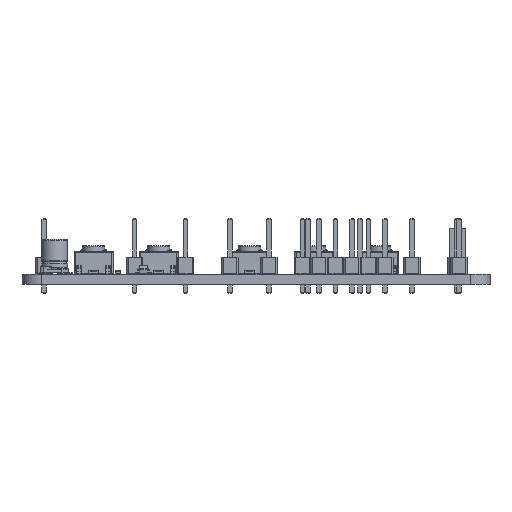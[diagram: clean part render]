
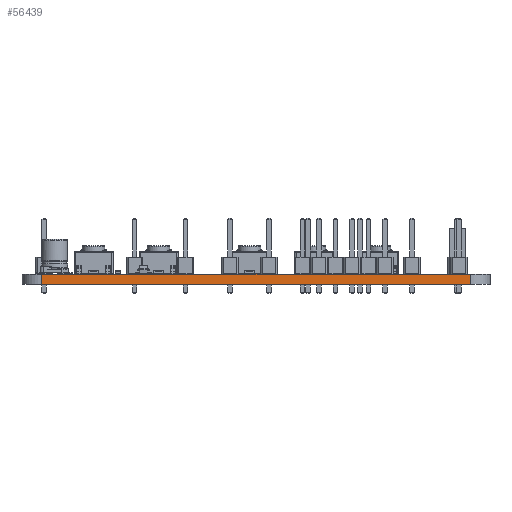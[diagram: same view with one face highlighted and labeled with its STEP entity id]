
A CAD part, left-side view. The second image highlights one B-rep face of the part: STEP entity #56439.
In plain terms, the highlighted planar face has unit normal (-1, 0, 0).
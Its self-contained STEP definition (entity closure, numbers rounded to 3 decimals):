
#56439 = ADVANCED_FACE('',(#56440),#56454,.F.);
#56440 = FACE_BOUND('',#56441,.F.);
#56441 = EDGE_LOOP('',(#56442,#56477,#56505,#56533));
#56442 = ORIENTED_EDGE('',*,*,#56443,.T.);
#56443 = EDGE_CURVE('',#56444,#56446,#56448,.T.);
#56444 = VERTEX_POINT('',#56445);
#56445 = CARTESIAN_POINT('',(0.,-3.,0.));
#56446 = VERTEX_POINT('',#56447);
#56447 = CARTESIAN_POINT('',(0.,-3.,1.6));
#56448 = SURFACE_CURVE('',#56449,(#56453,#56465),.PCURVE_S1.);
#56449 = LINE('',#56450,#56451);
#56450 = CARTESIAN_POINT('',(0.,-3.,0.));
#56451 = VECTOR('',#56452,1.);
#56452 = DIRECTION('',(0.,0.,1.));
#56453 = PCURVE('',#56454,#56459);
#56454 = PLANE('',#56455);
#56455 = AXIS2_PLACEMENT_3D('',#56456,#56457,#56458);
#56456 = CARTESIAN_POINT('',(0.,-3.,0.));
#56457 = DIRECTION('',(1.,0.,-0.));
#56458 = DIRECTION('',(0.,-1.,0.));
#56459 = DEFINITIONAL_REPRESENTATION('',(#56460),#56464);
#56460 = LINE('',#56461,#56462);
#56461 = CARTESIAN_POINT('',(0.,0.));
#56462 = VECTOR('',#56463,1.);
#56463 = DIRECTION('',(0.,-1.));
#56464 = ( GEOMETRIC_REPRESENTATION_CONTEXT(2) 
PARAMETRIC_REPRESENTATION_CONTEXT() REPRESENTATION_CONTEXT('2D SPACE',''
  ) );
#56465 = PCURVE('',#56466,#56471);
#56466 = CYLINDRICAL_SURFACE('',#56467,3.);
#56467 = AXIS2_PLACEMENT_3D('',#56468,#56469,#56470);
#56468 = CARTESIAN_POINT('',(3.,-3.,0.));
#56469 = DIRECTION('',(-0.,-0.,-1.));
#56470 = DIRECTION('',(1.,0.,-0.));
#56471 = DEFINITIONAL_REPRESENTATION('',(#56472),#56476);
#56472 = LINE('',#56473,#56474);
#56473 = CARTESIAN_POINT('',(-3.142,0.));
#56474 = VECTOR('',#56475,1.);
#56475 = DIRECTION('',(-0.,-1.));
#56476 = ( GEOMETRIC_REPRESENTATION_CONTEXT(2) 
PARAMETRIC_REPRESENTATION_CONTEXT() REPRESENTATION_CONTEXT('2D SPACE',''
  ) );
#56477 = ORIENTED_EDGE('',*,*,#56478,.T.);
#56478 = EDGE_CURVE('',#56446,#56479,#56481,.T.);
#56479 = VERTEX_POINT('',#56480);
#56480 = CARTESIAN_POINT('',(0.,-69.,1.6));
#56481 = SURFACE_CURVE('',#56482,(#56486,#56493),.PCURVE_S1.);
#56482 = LINE('',#56483,#56484);
#56483 = CARTESIAN_POINT('',(0.,-3.,1.6));
#56484 = VECTOR('',#56485,1.);
#56485 = DIRECTION('',(0.,-1.,0.));
#56486 = PCURVE('',#56454,#56487);
#56487 = DEFINITIONAL_REPRESENTATION('',(#56488),#56492);
#56488 = LINE('',#56489,#56490);
#56489 = CARTESIAN_POINT('',(0.,-1.6));
#56490 = VECTOR('',#56491,1.);
#56491 = DIRECTION('',(1.,0.));
#56492 = ( GEOMETRIC_REPRESENTATION_CONTEXT(2) 
PARAMETRIC_REPRESENTATION_CONTEXT() REPRESENTATION_CONTEXT('2D SPACE',''
  ) );
#56493 = PCURVE('',#56494,#56499);
#56494 = PLANE('',#56495);
#56495 = AXIS2_PLACEMENT_3D('',#56496,#56497,#56498);
#56496 = CARTESIAN_POINT('',(49.186,-34.482,1.6));
#56497 = DIRECTION('',(0.,0.,1.));
#56498 = DIRECTION('',(1.,0.,-0.));
#56499 = DEFINITIONAL_REPRESENTATION('',(#56500),#56504);
#56500 = LINE('',#56501,#56502);
#56501 = CARTESIAN_POINT('',(-49.186,31.482));
#56502 = VECTOR('',#56503,1.);
#56503 = DIRECTION('',(0.,-1.));
#56504 = ( GEOMETRIC_REPRESENTATION_CONTEXT(2) 
PARAMETRIC_REPRESENTATION_CONTEXT() REPRESENTATION_CONTEXT('2D SPACE',''
  ) );
#56505 = ORIENTED_EDGE('',*,*,#56506,.F.);
#56506 = EDGE_CURVE('',#56507,#56479,#56509,.T.);
#56507 = VERTEX_POINT('',#56508);
#56508 = CARTESIAN_POINT('',(0.,-69.,0.));
#56509 = SURFACE_CURVE('',#56510,(#56514,#56521),.PCURVE_S1.);
#56510 = LINE('',#56511,#56512);
#56511 = CARTESIAN_POINT('',(0.,-69.,0.));
#56512 = VECTOR('',#56513,1.);
#56513 = DIRECTION('',(0.,0.,1.));
#56514 = PCURVE('',#56454,#56515);
#56515 = DEFINITIONAL_REPRESENTATION('',(#56516),#56520);
#56516 = LINE('',#56517,#56518);
#56517 = CARTESIAN_POINT('',(66.,0.));
#56518 = VECTOR('',#56519,1.);
#56519 = DIRECTION('',(0.,-1.));
#56520 = ( GEOMETRIC_REPRESENTATION_CONTEXT(2) 
PARAMETRIC_REPRESENTATION_CONTEXT() REPRESENTATION_CONTEXT('2D SPACE',''
  ) );
#56521 = PCURVE('',#56522,#56527);
#56522 = CYLINDRICAL_SURFACE('',#56523,3.);
#56523 = AXIS2_PLACEMENT_3D('',#56524,#56525,#56526);
#56524 = CARTESIAN_POINT('',(3.,-69.,0.));
#56525 = DIRECTION('',(-0.,-0.,-1.));
#56526 = DIRECTION('',(1.,0.,-0.));
#56527 = DEFINITIONAL_REPRESENTATION('',(#56528),#56532);
#56528 = LINE('',#56529,#56530);
#56529 = CARTESIAN_POINT('',(-3.142,0.));
#56530 = VECTOR('',#56531,1.);
#56531 = DIRECTION('',(-0.,-1.));
#56532 = ( GEOMETRIC_REPRESENTATION_CONTEXT(2) 
PARAMETRIC_REPRESENTATION_CONTEXT() REPRESENTATION_CONTEXT('2D SPACE',''
  ) );
#56533 = ORIENTED_EDGE('',*,*,#56534,.F.);
#56534 = EDGE_CURVE('',#56444,#56507,#56535,.T.);
#56535 = SURFACE_CURVE('',#56536,(#56540,#56547),.PCURVE_S1.);
#56536 = LINE('',#56537,#56538);
#56537 = CARTESIAN_POINT('',(0.,-3.,0.));
#56538 = VECTOR('',#56539,1.);
#56539 = DIRECTION('',(0.,-1.,0.));
#56540 = PCURVE('',#56454,#56541);
#56541 = DEFINITIONAL_REPRESENTATION('',(#56542),#56546);
#56542 = LINE('',#56543,#56544);
#56543 = CARTESIAN_POINT('',(0.,0.));
#56544 = VECTOR('',#56545,1.);
#56545 = DIRECTION('',(1.,0.));
#56546 = ( GEOMETRIC_REPRESENTATION_CONTEXT(2) 
PARAMETRIC_REPRESENTATION_CONTEXT() REPRESENTATION_CONTEXT('2D SPACE',''
  ) );
#56547 = PCURVE('',#56548,#56553);
#56548 = PLANE('',#56549);
#56549 = AXIS2_PLACEMENT_3D('',#56550,#56551,#56552);
#56550 = CARTESIAN_POINT('',(49.186,-34.482,0.));
#56551 = DIRECTION('',(0.,0.,1.));
#56552 = DIRECTION('',(1.,0.,-0.));
#56553 = DEFINITIONAL_REPRESENTATION('',(#56554),#56558);
#56554 = LINE('',#56555,#56556);
#56555 = CARTESIAN_POINT('',(-49.186,31.482));
#56556 = VECTOR('',#56557,1.);
#56557 = DIRECTION('',(0.,-1.));
#56558 = ( GEOMETRIC_REPRESENTATION_CONTEXT(2) 
PARAMETRIC_REPRESENTATION_CONTEXT() REPRESENTATION_CONTEXT('2D SPACE',''
  ) );
